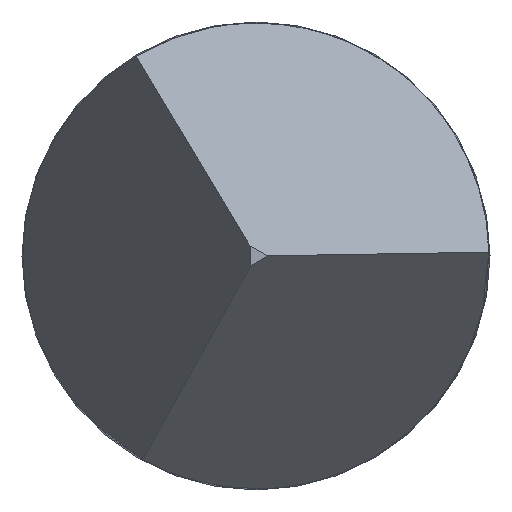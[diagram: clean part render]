
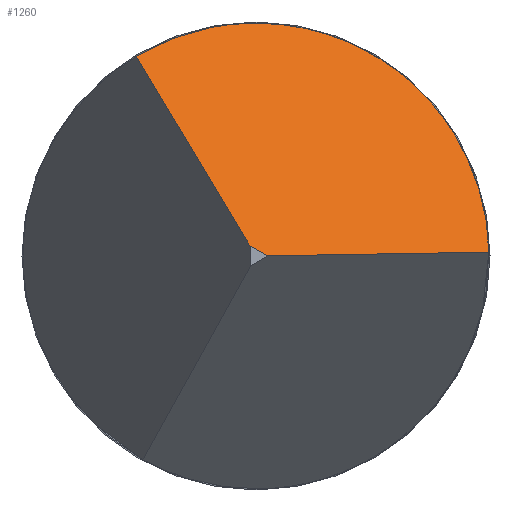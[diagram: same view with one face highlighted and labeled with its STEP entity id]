
A CAD part, left-side view. The second image highlights one B-rep face of the part: STEP entity #1260.
In plain terms, the highlighted planar face has unit normal (-0.5, -0.421, 0.757).
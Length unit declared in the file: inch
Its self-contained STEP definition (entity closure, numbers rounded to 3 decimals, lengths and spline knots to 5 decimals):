
#41 = CARTESIAN_POINT ( 'NONE',  ( -0.43355, -0.02, 0.00033 ) ) ;
#65 = CARTESIAN_POINT ( 'NONE',  ( -0.42825, 0.00726, 0.01897 ) ) ;
#81 = CARTESIAN_POINT ( 'NONE',  ( -0.06322, 0.23016, 0.38391 ) ) ;
#87 = CARTESIAN_POINT ( 'NONE',  ( -0.45, -0.78989, -0.4383 ) ) ;
#90 = CARTESIAN_POINT ( 'NONE',  ( -0.43355, 0.01028, 0.01715 ) ) ;
#91 = EDGE_CURVE ( 'NONE', #719, #718, #232, .T. ) ;
#94 = VECTOR ( 'NONE', #861, 39.37008 ) ;
#124 = LINE ( 'NONE', #81, #94 ) ;
#167 = EDGE_CURVE ( 'NONE', #718, #1241, #336, .T. ) ;
#175 = ORIENTED_EDGE ( 'NONE', *, *, #766, .F. ) ;
#217 = VECTOR ( 'NONE', #859, 39.37008 ) ;
#232 =( BOUNDED_CURVE ( )  B_SPLINE_CURVE ( 3, ( #1177, #65, #375, #364 ),
 .UNSPECIFIED., .F., .F. ) 
 B_SPLINE_CURVE_WITH_KNOTS ( ( 4, 4 ),
 ( 5.23599, 5.75959 ),
 .UNSPECIFIED. ) 
 CURVE ( )  GEOMETRIC_REPRESENTATION_ITEM ( )  RATIONAL_B_SPLINE_CURVE ( ( 1., 0.977, 0.977, 1. ) ) 
 REPRESENTATION_ITEM ( '' )  );
#284 = CARTESIAN_POINT ( 'NONE',  ( -0.45, -0.78989, -0.4383 ) ) ;
#308 = ORIENTED_EDGE ( 'NONE', *, *, #167, .F. ) ;
#336 =( BOUNDED_CURVE ( )  B_SPLINE_CURVE ( 3, ( #457, #343, #681, #41 ),
 .UNSPECIFIED., .F., .F. ) 
 B_SPLINE_CURVE_WITH_KNOTS ( ( 4, 4 ),
 ( 5.75959, 7.33038 ),
 .UNSPECIFIED. ) 
 CURVE ( )  GEOMETRIC_REPRESENTATION_ITEM ( )  RATIONAL_B_SPLINE_CURVE ( ( 1., 0.805, 0.805, 1. ) ) 
 REPRESENTATION_ITEM ( '' )  );
#343 = CARTESIAN_POINT ( 'NONE',  ( -0.41072, -0.01138, 0.02019 ) ) ;
#364 = CARTESIAN_POINT ( 'NONE',  ( -0.42087, 0.00033, 0.02 ) ) ;
#375 = CARTESIAN_POINT ( 'NONE',  ( -0.42392, 0.00386, 0.01994 ) ) ;
#384 = DIRECTION ( 'NONE',  ( -0.5, -0.421, 0.757 ) ) ;
#457 = CARTESIAN_POINT ( 'NONE',  ( -0.42087, 0.00033, 0.02 ) ) ;
#472 = VERTEX_POINT ( 'NONE', #1070 ) ;
#494 = PLANE ( 'NONE',  #751 ) ;
#503 = DIRECTION ( 'NONE',  ( 0.832, 0.009, 0.555 ) ) ;
#515 = VECTOR ( 'NONE', #816, 39.37008 ) ;
#530 = FACE_OUTER_BOUND ( 'NONE', #990, .T. ) ;
#641 = CARTESIAN_POINT ( 'NONE',  ( -0.42087, 0.00033, 0.02 ) ) ;
#648 = ORIENTED_EDGE ( 'NONE', *, *, #1015, .T. ) ;
#655 = VERTEX_POINT ( 'NONE', #761 ) ;
#681 = CARTESIAN_POINT ( 'NONE',  ( -0.41597, -0.0198, 0.01204 ) ) ;
#718 = VERTEX_POINT ( 'NONE', #641 ) ;
#719 = VERTEX_POINT ( 'NONE', #90 ) ;
#751 = AXIS2_PLACEMENT_3D ( 'NONE', #284, #384, #503 ) ;
#761 = CARTESIAN_POINT ( 'NONE',  ( -0.45, 0.00051, 0.00086 ) ) ;
#766 = EDGE_CURVE ( 'NONE', #655, #719, #124, .T. ) ;
#816 = DIRECTION ( 'NONE',  ( 0.655, -0.756, 0.012 ) ) ;
#837 = LINE ( 'NONE', #87, #217 ) ;
#859 = DIRECTION ( 'NONE',  ( 0., 0.874, 0.486 ) ) ;
#861 = DIRECTION ( 'NONE',  ( 0.655, 0.389, 0.648 ) ) ;
#990 = EDGE_LOOP ( 'NONE', ( #1279, #648, #308, #999, #175 ) ) ;
#999 = ORIENTED_EDGE ( 'NONE', *, *, #91, .F. ) ;
#1015 = EDGE_CURVE ( 'NONE', #472, #1241, #1429, .T. ) ;
#1070 = CARTESIAN_POINT ( 'NONE',  ( -0.45, -0.001, 0.00002 ) ) ;
#1177 = CARTESIAN_POINT ( 'NONE',  ( -0.43355, 0.01028, 0.01715 ) ) ;
#1241 = VERTEX_POINT ( 'NONE', #1377 ) ;
#1260 = ADVANCED_FACE ( 'NONE', ( #530 ), #494, .T. ) ;
#1279 = ORIENTED_EDGE ( 'NONE', *, *, #1331, .F. ) ;
#1331 = EDGE_CURVE ( 'NONE', #472, #655, #837, .T. ) ;
#1377 = CARTESIAN_POINT ( 'NONE',  ( -0.43355, -0.02, 0.00033 ) ) ;
#1405 = CARTESIAN_POINT ( 'NONE',  ( -0.06322, -0.44755, 0.00737 ) ) ;
#1429 = LINE ( 'NONE', #1405, #515 ) ;
